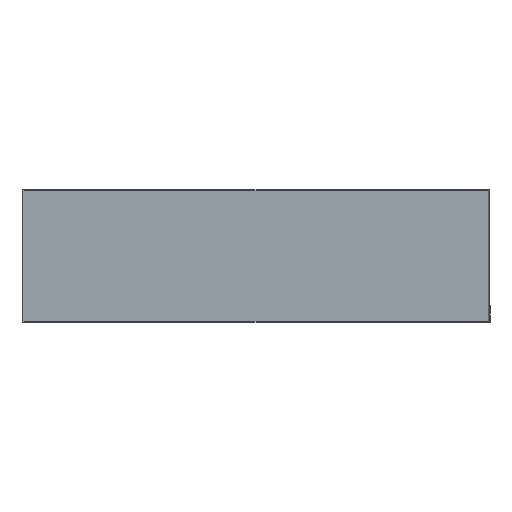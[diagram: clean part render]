
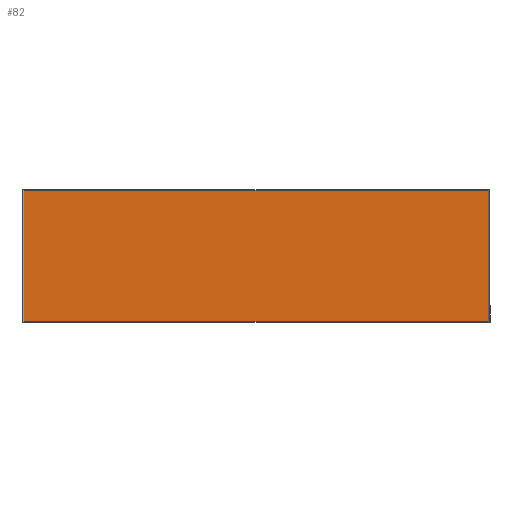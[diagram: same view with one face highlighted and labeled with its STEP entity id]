
A CAD part, top view. The second image highlights one B-rep face of the part: STEP entity #82.
In plain terms, the highlighted planar face has unit normal (0, 0, 1).
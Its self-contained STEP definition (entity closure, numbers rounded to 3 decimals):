
#5 = EDGE_CURVE ( 'NONE', #1179, #1089, #2349, .T. ) ;
#64 = EDGE_LOOP ( 'NONE', ( #2264, #1124, #156, #213 ) ) ;
#82 = ADVANCED_FACE ( 'NONE', ( #1609 ), #1851, .T. ) ;
#123 = VERTEX_POINT ( 'NONE', #515 ) ;
#136 = LINE ( 'NONE', #1688, #2251 ) ;
#148 = EDGE_CURVE ( 'NONE', #1089, #123, #1377, .T. ) ;
#156 = ORIENTED_EDGE ( 'NONE', *, *, #5, .F. ) ;
#176 = CARTESIAN_POINT ( 'NONE',  ( -350.5, -98.939, 0. ) ) ;
#213 = ORIENTED_EDGE ( 'NONE', *, *, #935, .F. ) ;
#284 = LINE ( 'NONE', #1181, #839 ) ;
#333 = DIRECTION ( 'NONE',  ( 1., 0., 0. ) ) ;
#374 = DIRECTION ( 'NONE',  ( 0., 1., 0. ) ) ;
#420 = DIRECTION ( 'NONE',  ( 1., 0., 0. ) ) ;
#515 = CARTESIAN_POINT ( 'NONE',  ( 350.5, -98.939, 0. ) ) ;
#718 = CARTESIAN_POINT ( 'NONE',  ( 350.5, 100., 0. ) ) ;
#839 = VECTOR ( 'NONE', #420, 1000. ) ;
#867 = DIRECTION ( 'NONE',  ( 1., 0., 0. ) ) ;
#905 = DIRECTION ( 'NONE',  ( 0., 0., 1. ) ) ;
#935 = EDGE_CURVE ( 'NONE', #1938, #1179, #136, .T. ) ;
#1024 = VECTOR ( 'NONE', #2371, 1000. ) ;
#1089 = VERTEX_POINT ( 'NONE', #1394 ) ;
#1124 = ORIENTED_EDGE ( 'NONE', *, *, #148, .F. ) ;
#1179 = VERTEX_POINT ( 'NONE', #1754 ) ;
#1181 = CARTESIAN_POINT ( 'NONE',  ( -354.405, -98.939, 0. ) ) ;
#1261 = CARTESIAN_POINT ( 'NONE',  ( -354.405, 98.939, 0. ) ) ;
#1377 = LINE ( 'NONE', #718, #1024 ) ;
#1394 = CARTESIAN_POINT ( 'NONE',  ( 350.5, 98.939, 0. ) ) ;
#1609 = FACE_OUTER_BOUND ( 'NONE', #64, .T. ) ;
#1688 = CARTESIAN_POINT ( 'NONE',  ( -350.5, -100., 0. ) ) ;
#1754 = CARTESIAN_POINT ( 'NONE',  ( -350.5, 98.939, 0. ) ) ;
#1774 = AXIS2_PLACEMENT_3D ( 'NONE', #2018, #905, #333 ) ;
#1851 = PLANE ( 'NONE',  #1774 ) ;
#1938 = VERTEX_POINT ( 'NONE', #176 ) ;
#2018 = CARTESIAN_POINT ( 'NONE',  ( 0., 0., 0. ) ) ;
#2092 = EDGE_CURVE ( 'NONE', #1938, #123, #284, .T. ) ;
#2152 = VECTOR ( 'NONE', #867, 1000. ) ;
#2251 = VECTOR ( 'NONE', #374, 1000. ) ;
#2264 = ORIENTED_EDGE ( 'NONE', *, *, #2092, .T. ) ;
#2349 = LINE ( 'NONE', #1261, #2152 ) ;
#2371 = DIRECTION ( 'NONE',  ( 0., -1., 0. ) ) ;
